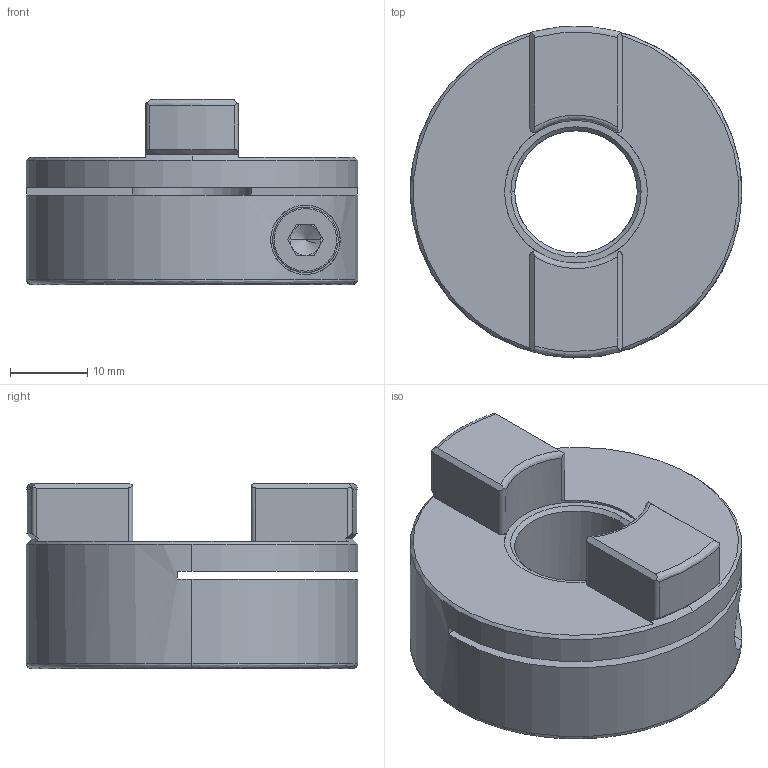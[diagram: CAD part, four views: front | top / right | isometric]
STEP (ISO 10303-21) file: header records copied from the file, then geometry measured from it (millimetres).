
FILE_DESCRIPTION (( 'STEP AP203' ), '1' );
FILE_NAME ('SOH-43C-15.875.step', '2021-05-12T16:43:19', ( '' ), ( '' ), 'SwSTEP 2.0', 'SolidWorks 2021', '' );
FILE_SCHEMA (( 'CONFIG_CONTROL_DESIGN' ));
Length unit declared in the file: inch
Products named in the file (1): SOH-43C-15.875
Bounding box: 43 x 43 x 24 mm (x, y, z)
Volume: 21530.3 mm3; surface area: 8817.2 mm2
Topology: 2 solids, 2 shells, 97 faces, 255 edges, 162 vertices
Faces by surface type: plane 39, cylinder 33, cone 13, bspline 12
Entity records: 3640 total; most frequent: CARTESIAN_POINT 1272, ORIENTED_EDGE 506, DIRECTION 454, EDGE_CURVE 253, AXIS2_PLACEMENT_3D 175, VERTEX_POINT 162, EDGE_LOOP 105, VECTOR 104
